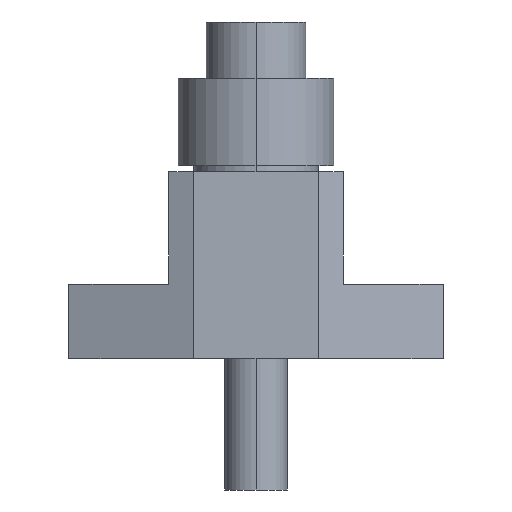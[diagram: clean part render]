
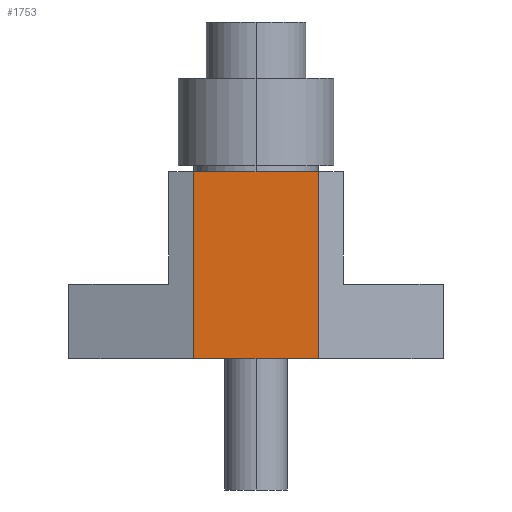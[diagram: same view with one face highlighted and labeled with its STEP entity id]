
A CAD part, left-side view. The second image highlights one B-rep face of the part: STEP entity #1753.
In plain terms, the highlighted face is planar.
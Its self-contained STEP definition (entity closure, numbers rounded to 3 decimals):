
#9 = DIRECTION ( 'NONE',  ( 0., 0., -1. ) ) ;
#142 = DIRECTION ( 'NONE',  ( 0., -1., 0. ) ) ;
#146 = CARTESIAN_POINT ( 'NONE',  ( 10., 14., 0. ) ) ;
#222 = AXIS2_PLACEMENT_3D ( 'NONE', #1135, #142, #1534 ) ;
#306 = LINE ( 'NONE', #1297, #2440 ) ;
#358 = DIRECTION ( 'NONE',  ( -1., 0., 0. ) ) ;
#534 = CARTESIAN_POINT ( 'NONE',  ( 10., 14., 12. ) ) ;
#548 = VECTOR ( 'NONE', #9, 1000. ) ;
#843 = VECTOR ( 'NONE', #2051, 1000. ) ;
#913 = LINE ( 'NONE', #534, #843 ) ;
#956 = EDGE_LOOP ( 'NONE', ( #2029, #1798, #1422, #2490 ) ) ;
#964 = DIRECTION ( 'NONE',  ( -1., 0., 0. ) ) ;
#1135 = CARTESIAN_POINT ( 'NONE',  ( 10., 14., 12. ) ) ;
#1246 = EDGE_CURVE ( 'NONE', #1641, #2333, #1767, .T. ) ;
#1297 = CARTESIAN_POINT ( 'NONE',  ( 10., 14., 30. ) ) ;
#1334 = VECTOR ( 'NONE', #964, 1000. ) ;
#1422 = ORIENTED_EDGE ( 'NONE', *, *, #2273, .F. ) ;
#1534 = DIRECTION ( 'NONE',  ( 1., 0., 0. ) ) ;
#1632 = CARTESIAN_POINT ( 'NONE',  ( -10., 14., 30. ) ) ;
#1641 = VERTEX_POINT ( 'NONE', #1632 ) ;
#1649 = CARTESIAN_POINT ( 'NONE',  ( -10., 14., 0. ) ) ;
#1669 = FACE_OUTER_BOUND ( 'NONE', #956, .T. ) ;
#1723 = CARTESIAN_POINT ( 'NONE',  ( 10., 14., 0. ) ) ;
#1753 = ADVANCED_FACE ( 'NONE', ( #1669 ), #2123, .F. ) ;
#1755 = VERTEX_POINT ( 'NONE', #2458 ) ;
#1767 = LINE ( 'NONE', #1991, #548 ) ;
#1798 = ORIENTED_EDGE ( 'NONE', *, *, #1246, .F. ) ;
#1991 = CARTESIAN_POINT ( 'NONE',  ( -10., 14., 12. ) ) ;
#2029 = ORIENTED_EDGE ( 'NONE', *, *, #2369, .T. ) ;
#2051 = DIRECTION ( 'NONE',  ( 0., 0., -1. ) ) ;
#2123 = PLANE ( 'NONE',  #222 ) ;
#2129 = EDGE_CURVE ( 'NONE', #1755, #2360, #913, .T. ) ;
#2243 = LINE ( 'NONE', #146, #1334 ) ;
#2273 = EDGE_CURVE ( 'NONE', #1755, #1641, #306, .T. ) ;
#2333 = VERTEX_POINT ( 'NONE', #1649 ) ;
#2360 = VERTEX_POINT ( 'NONE', #1723 ) ;
#2369 = EDGE_CURVE ( 'NONE', #2360, #2333, #2243, .T. ) ;
#2440 = VECTOR ( 'NONE', #358, 1000. ) ;
#2458 = CARTESIAN_POINT ( 'NONE',  ( 10., 14., 30. ) ) ;
#2490 = ORIENTED_EDGE ( 'NONE', *, *, #2129, .T. ) ;
